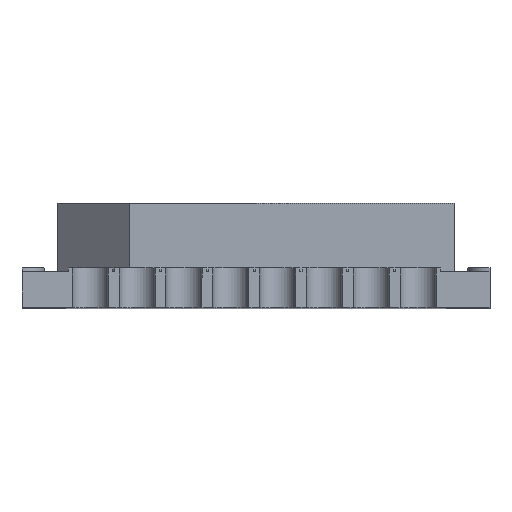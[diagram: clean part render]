
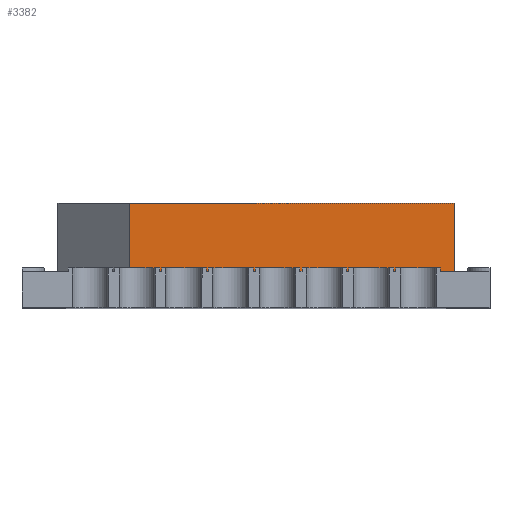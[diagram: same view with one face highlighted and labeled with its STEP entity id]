
A CAD part, top view. The second image highlights one B-rep face of the part: STEP entity #3382.
In plain terms, the highlighted planar face has unit normal (0, 0, 1).
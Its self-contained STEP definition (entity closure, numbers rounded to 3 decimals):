
#444 = VERTEX_POINT ( 'NONE', #846 ) ;
#532 = ORIENTED_EDGE ( 'NONE', *, *, #9420, .F. ) ;
#640 = FACE_OUTER_BOUND ( 'NONE', #1494, .T. ) ;
#846 = CARTESIAN_POINT ( 'NONE',  ( -3.5, 2.9, 10.5 ) ) ;
#1494 = EDGE_LOOP ( 'NONE', ( #3205, #4615, #532, #4700 ) ) ;
#1514 = VECTOR ( 'NONE', #3937, 1000. ) ;
#1605 = AXIS2_PLACEMENT_3D ( 'NONE', #7660, #2183, #8602 ) ;
#2183 = DIRECTION ( 'NONE',  ( 0., 0., -1. ) ) ;
#2431 = DIRECTION ( 'NONE',  ( 1., 0., 0. ) ) ;
#2898 = EDGE_CURVE ( 'NONE', #10257, #3324, #8253, .T. ) ;
#3070 = PLANE ( 'NONE',  #1605 ) ;
#3205 = ORIENTED_EDGE ( 'NONE', *, *, #2898, .T. ) ;
#3324 = VERTEX_POINT ( 'NONE', #6625 ) ;
#3382 = ADVANCED_FACE ( 'NONE', ( #640 ), #3070, .F. ) ;
#3718 = EDGE_CURVE ( 'NONE', #7371, #3324, #3939, .T. ) ;
#3899 = CARTESIAN_POINT ( 'NONE',  ( 5.5, 2.9, 10.5 ) ) ;
#3937 = DIRECTION ( 'NONE',  ( 0., -1., 0. ) ) ;
#3939 = LINE ( 'NONE', #6510, #1514 ) ;
#4493 = VECTOR ( 'NONE', #4820, 1000. ) ;
#4615 = ORIENTED_EDGE ( 'NONE', *, *, #3718, .F. ) ;
#4700 = ORIENTED_EDGE ( 'NONE', *, *, #10900, .T. ) ;
#4820 = DIRECTION ( 'NONE',  ( 1., 0., 0. ) ) ;
#4830 = LINE ( 'NONE', #5341, #11874 ) ;
#5341 = CARTESIAN_POINT ( 'NONE',  ( -3.5, 2.9, 10.5 ) ) ;
#5799 = VECTOR ( 'NONE', #2431, 1000. ) ;
#6066 = CARTESIAN_POINT ( 'NONE',  ( 5.5, 1., 10.5 ) ) ;
#6510 = CARTESIAN_POINT ( 'NONE',  ( 5.5, 2.9, 10.5 ) ) ;
#6625 = CARTESIAN_POINT ( 'NONE',  ( 5.5, 1., 10.5 ) ) ;
#7371 = VERTEX_POINT ( 'NONE', #8675 ) ;
#7660 = CARTESIAN_POINT ( 'NONE',  ( 5.5, 2.9, 10.5 ) ) ;
#8204 = CARTESIAN_POINT ( 'NONE',  ( -3.5, 1., 10.5 ) ) ;
#8253 = LINE ( 'NONE', #6066, #5799 ) ;
#8602 = DIRECTION ( 'NONE',  ( -1., 0., 0. ) ) ;
#8675 = CARTESIAN_POINT ( 'NONE',  ( 5.5, 2.9, 10.5 ) ) ;
#9420 = EDGE_CURVE ( 'NONE', #444, #7371, #11816, .T. ) ;
#10257 = VERTEX_POINT ( 'NONE', #8204 ) ;
#10900 = EDGE_CURVE ( 'NONE', #444, #10257, #4830, .T. ) ;
#10921 = DIRECTION ( 'NONE',  ( 0., -1., 0. ) ) ;
#11816 = LINE ( 'NONE', #3899, #4493 ) ;
#11874 = VECTOR ( 'NONE', #10921, 1000. ) ;
